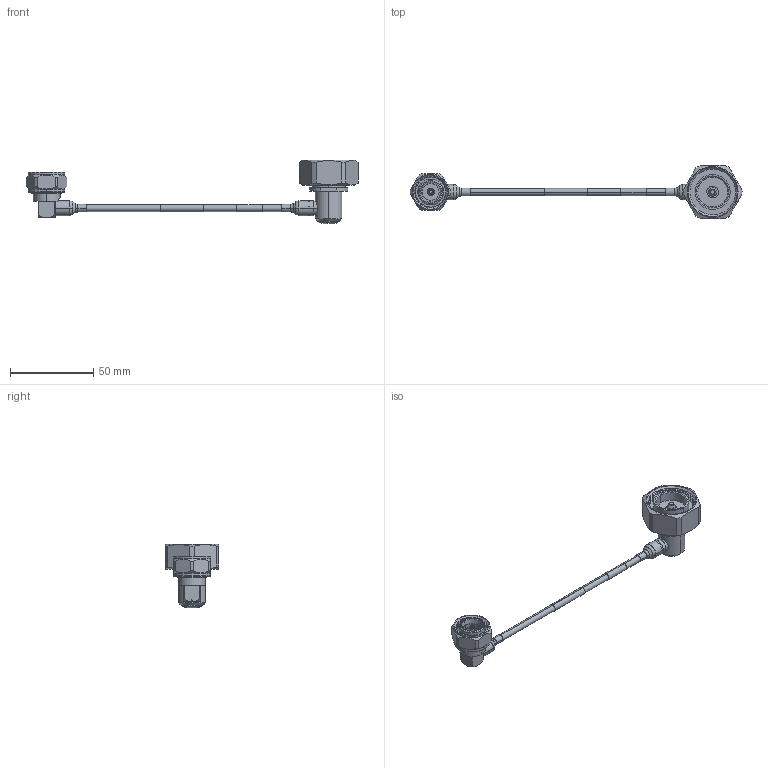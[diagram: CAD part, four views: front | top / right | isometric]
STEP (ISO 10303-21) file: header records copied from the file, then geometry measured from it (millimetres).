
FILE_DESCRIPTION (( 'STEP AP214' ), '1' );
FILE_NAME ('FMCA2491_3D.step', '2024-06-12T21:35:48', ( '' ), ( '' ), 'SwSTEP 2.0', 'SolidWorks 2022', '' );
FILE_SCHEMA (( 'AUTOMOTIVE_DESIGN' ));
Length unit declared in the file: inch
Products named in the file (5): HEAT SHRINK^FMCA2491; TC-402-4310M-RA-LP-PE; FMCA2491_3D; TFT-5G-402^FMCA2491_LABEL PE+FM; TC-402-716M-RA-LP-FM
Assembly tree (5 placements, depth 2):
  FMCA2491_3D
    TFT-5G-402^FMCA2491_LABEL PE+FM
    HEAT SHRINK^FMCA2491  x2
    TC-402-716M-RA-LP-FM
    TC-402-4310M-RA-LP-PE
Bounding box: 199.46 x 31.86 x 38.4 mm (x, y, z)
Volume: 22458.2 mm3; surface area: 15537.4 mm2
Topology: 7 solids, 8 shells, 356 faces, 780 edges, 466 vertices
Faces by surface type: cylinder 140, cone 94, plane 80, torus 42
Entity records: 10872 total; most frequent: CARTESIAN_POINT 2949, DIRECTION 1753, ORIENTED_EDGE 1472, AXIS2_PLACEMENT_3D 739, EDGE_CURVE 736, VERTEX_POINT 442, CIRCLE 397, EDGE_LOOP 374
